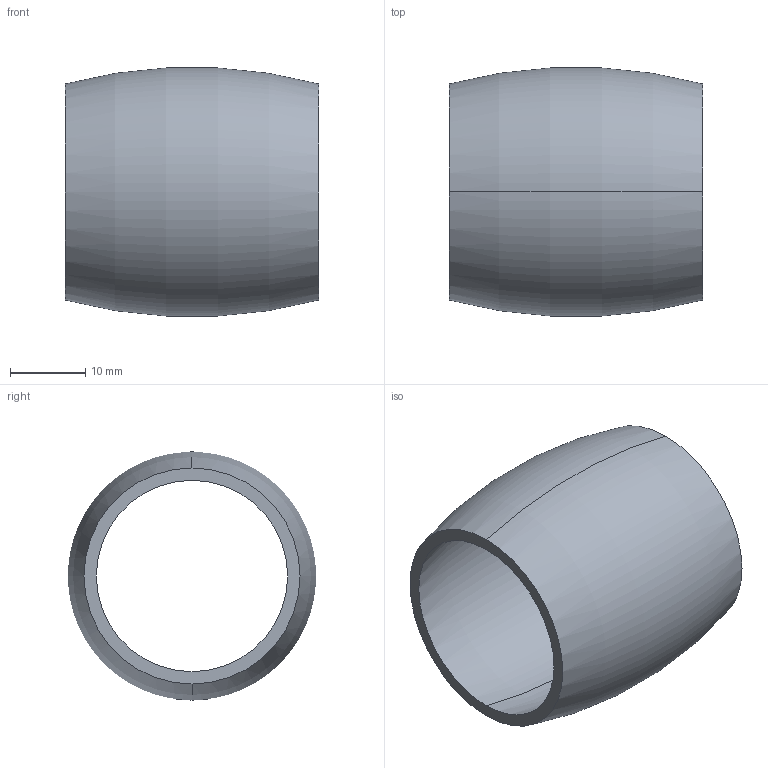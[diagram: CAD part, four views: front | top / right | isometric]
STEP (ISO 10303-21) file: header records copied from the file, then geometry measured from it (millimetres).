
FILE_DESCRIPTION (( 'STEP AP214' ), '1' );
FILE_NAME ('Roller skin 12.STEP', '2023-09-14T08:26:53', ( '' ), ( '' ), 'SwSTEP 2.0', 'SolidWorks 2020', '' );
FILE_SCHEMA (( 'AUTOMOTIVE_DESIGN' ));
Length unit declared in the file: millimetre
Products named in the file (1): Roller skin 12
Bounding box: 33.65 x 32.94 x 32.94 mm (x, y, z)
Volume: 5099.2 mm3; surface area: 6703.6 mm2
Topology: 1 solids, 1 shells, 6 faces, 12 edges, 8 vertices
Faces by surface type: torus 4, plane 2
Entity records: 206 total; most frequent: DIRECTION 38, CARTESIAN_POINT 27, ORIENTED_EDGE 24, AXIS2_PLACEMENT_3D 19, EDGE_CURVE 12, CIRCLE 12, EDGE_LOOP 8, VERTEX_POINT 8
